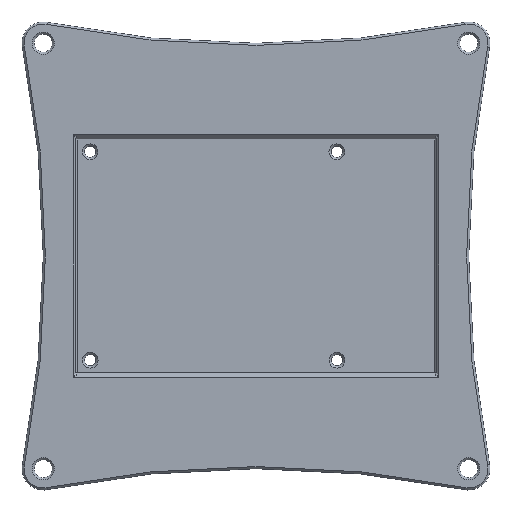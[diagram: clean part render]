
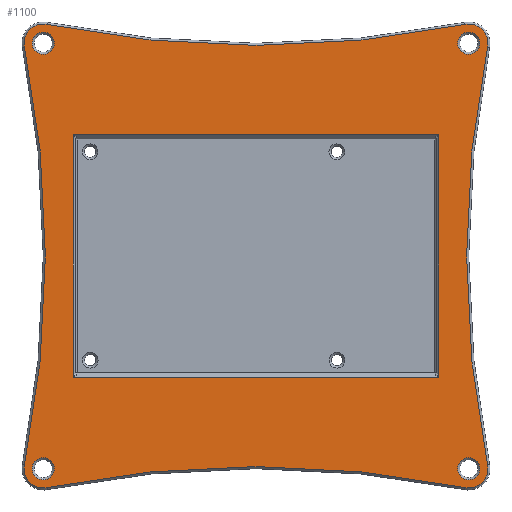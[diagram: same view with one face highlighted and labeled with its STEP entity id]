
A CAD part, top view. The second image highlights one B-rep face of the part: STEP entity #1100.
In plain terms, the highlighted planar face has unit normal (0, 0, 1).
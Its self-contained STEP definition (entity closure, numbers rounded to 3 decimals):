
#15=FACE_BOUND('',#153,.T.);
#16=FACE_BOUND('',#154,.T.);
#17=FACE_BOUND('',#155,.T.);
#18=FACE_BOUND('',#156,.T.);
#19=FACE_BOUND('',#157,.T.);
#32=PLANE('',#1198);
#77=FACE_OUTER_BOUND('',#152,.T.);
#152=EDGE_LOOP('',(#754,#755,#756,#757,#758,#759,#760,#761));
#153=EDGE_LOOP('',(#762));
#154=EDGE_LOOP('',(#763,#764,#765,#766));
#155=EDGE_LOOP('',(#767));
#156=EDGE_LOOP('',(#768));
#157=EDGE_LOOP('',(#769));
#244=LINE('',#1740,#340);
#245=LINE('',#1742,#341);
#246=LINE('',#1744,#342);
#247=LINE('',#1745,#343);
#340=VECTOR('',#1366,10.);
#341=VECTOR('',#1367,10.);
#342=VECTOR('',#1368,10.);
#343=VECTOR('',#1369,10.);
#434=CIRCLE('',#1194,2.6);
#437=CIRCLE('',#1199,248.);
#438=CIRCLE('',#1200,4.5);
#439=CIRCLE('',#1201,248.);
#440=CIRCLE('',#1202,4.5);
#441=CIRCLE('',#1203,248.);
#442=CIRCLE('',#1204,4.5);
#443=CIRCLE('',#1205,248.);
#444=CIRCLE('',#1206,4.5);
#445=CIRCLE('',#1207,2.6);
#446=CIRCLE('',#1208,2.6);
#447=CIRCLE('',#1209,2.6);
#498=VERTEX_POINT('',#1710);
#501=VERTEX_POINT('',#1720);
#502=VERTEX_POINT('',#1721);
#503=VERTEX_POINT('',#1723);
#504=VERTEX_POINT('',#1725);
#505=VERTEX_POINT('',#1727);
#506=VERTEX_POINT('',#1729);
#507=VERTEX_POINT('',#1731);
#508=VERTEX_POINT('',#1733);
#509=VERTEX_POINT('',#1736);
#510=VERTEX_POINT('',#1738);
#511=VERTEX_POINT('',#1739);
#512=VERTEX_POINT('',#1741);
#513=VERTEX_POINT('',#1743);
#514=VERTEX_POINT('',#1746);
#515=VERTEX_POINT('',#1748);
#586=EDGE_CURVE('',#498,#498,#434,.T.);
#591=EDGE_CURVE('',#501,#502,#437,.T.);
#592=EDGE_CURVE('',#503,#501,#438,.T.);
#593=EDGE_CURVE('',#504,#503,#439,.T.);
#594=EDGE_CURVE('',#505,#504,#440,.T.);
#595=EDGE_CURVE('',#506,#505,#441,.T.);
#596=EDGE_CURVE('',#507,#506,#442,.T.);
#597=EDGE_CURVE('',#508,#507,#443,.T.);
#598=EDGE_CURVE('',#502,#508,#444,.T.);
#599=EDGE_CURVE('',#509,#509,#445,.T.);
#600=EDGE_CURVE('',#510,#511,#244,.T.);
#601=EDGE_CURVE('',#512,#510,#245,.T.);
#602=EDGE_CURVE('',#513,#512,#246,.T.);
#603=EDGE_CURVE('',#511,#513,#247,.T.);
#604=EDGE_CURVE('',#514,#514,#446,.T.);
#605=EDGE_CURVE('',#515,#515,#447,.T.);
#754=ORIENTED_EDGE('',*,*,#591,.F.);
#755=ORIENTED_EDGE('',*,*,#592,.F.);
#756=ORIENTED_EDGE('',*,*,#593,.F.);
#757=ORIENTED_EDGE('',*,*,#594,.F.);
#758=ORIENTED_EDGE('',*,*,#595,.F.);
#759=ORIENTED_EDGE('',*,*,#596,.F.);
#760=ORIENTED_EDGE('',*,*,#597,.F.);
#761=ORIENTED_EDGE('',*,*,#598,.F.);
#762=ORIENTED_EDGE('',*,*,#599,.F.);
#763=ORIENTED_EDGE('',*,*,#600,.F.);
#764=ORIENTED_EDGE('',*,*,#601,.F.);
#765=ORIENTED_EDGE('',*,*,#602,.F.);
#766=ORIENTED_EDGE('',*,*,#603,.F.);
#767=ORIENTED_EDGE('',*,*,#604,.F.);
#768=ORIENTED_EDGE('',*,*,#605,.F.);
#769=ORIENTED_EDGE('',*,*,#586,.F.);
#1100=ADVANCED_FACE('',(#77,#15,#16,#17,#18,#19),#32,.T.);
#1194=AXIS2_PLACEMENT_3D('',#1711,#1336,#1337);
#1198=AXIS2_PLACEMENT_3D('',#1719,#1346,#1347);
#1199=AXIS2_PLACEMENT_3D('',#1722,#1348,#1349);
#1200=AXIS2_PLACEMENT_3D('',#1724,#1350,#1351);
#1201=AXIS2_PLACEMENT_3D('',#1726,#1352,#1353);
#1202=AXIS2_PLACEMENT_3D('',#1728,#1354,#1355);
#1203=AXIS2_PLACEMENT_3D('',#1730,#1356,#1357);
#1204=AXIS2_PLACEMENT_3D('',#1732,#1358,#1359);
#1205=AXIS2_PLACEMENT_3D('',#1734,#1360,#1361);
#1206=AXIS2_PLACEMENT_3D('',#1735,#1362,#1363);
#1207=AXIS2_PLACEMENT_3D('',#1737,#1364,#1365);
#1208=AXIS2_PLACEMENT_3D('',#1747,#1370,#1371);
#1209=AXIS2_PLACEMENT_3D('',#1749,#1372,#1373);
#1336=DIRECTION('center_axis',(0.,0.,1.));
#1337=DIRECTION('ref_axis',(-1.,0.,0.));
#1346=DIRECTION('center_axis',(0.,0.,1.));
#1347=DIRECTION('ref_axis',(1.,0.,0.));
#1348=DIRECTION('center_axis',(0.,0.,1.));
#1349=DIRECTION('ref_axis',(0.,-1.,0.));
#1350=DIRECTION('center_axis',(0.,0.,-1.));
#1351=DIRECTION('ref_axis',(-1.,0.,0.));
#1352=DIRECTION('center_axis',(0.,0.,1.));
#1353=DIRECTION('ref_axis',(1.,0.,0.));
#1354=DIRECTION('center_axis',(0.,0.,-1.));
#1355=DIRECTION('ref_axis',(-1.,0.,0.));
#1356=DIRECTION('center_axis',(0.,0.,1.));
#1357=DIRECTION('ref_axis',(0.,1.,0.));
#1358=DIRECTION('center_axis',(0.,0.,-1.));
#1359=DIRECTION('ref_axis',(1.,0.,0.));
#1360=DIRECTION('center_axis',(0.,0.,1.));
#1361=DIRECTION('ref_axis',(-1.,0.,0.));
#1362=DIRECTION('center_axis',(0.,0.,-1.));
#1363=DIRECTION('ref_axis',(1.,0.,0.));
#1364=DIRECTION('center_axis',(0.,0.,1.));
#1365=DIRECTION('ref_axis',(-1.,0.,0.));
#1366=DIRECTION('',(0.,-1.,0.));
#1367=DIRECTION('',(-1.,0.,0.));
#1368=DIRECTION('',(0.,1.,0.));
#1369=DIRECTION('',(1.,0.,0.));
#1370=DIRECTION('center_axis',(0.,0.,1.));
#1371=DIRECTION('ref_axis',(-1.,0.,0.));
#1372=DIRECTION('center_axis',(0.,0.,1.));
#1373=DIRECTION('ref_axis',(-1.,0.,0.));
#1710=CARTESIAN_POINT('',(-47.4,-50.,2.5));
#1711=CARTESIAN_POINT('Origin',(-50.,-50.,2.5));
#1719=CARTESIAN_POINT('Origin',(0.,0.,2.5));
#1720=CARTESIAN_POINT('',(-49.109,54.411,2.5));
#1721=CARTESIAN_POINT('',(49.109,54.411,2.5));
#1722=CARTESIAN_POINT('Origin',(0.,297.5,2.5));
#1723=CARTESIAN_POINT('',(-54.411,49.109,2.5));
#1724=CARTESIAN_POINT('Origin',(-50.,50.,2.5));
#1725=CARTESIAN_POINT('',(-54.411,-49.109,2.5));
#1726=CARTESIAN_POINT('Origin',(-297.5,0.,
2.5));
#1727=CARTESIAN_POINT('',(-49.109,-54.411,2.5));
#1728=CARTESIAN_POINT('Origin',(-50.,-50.,2.5));
#1729=CARTESIAN_POINT('',(49.109,-54.411,2.5));
#1730=CARTESIAN_POINT('Origin',(0.,-297.5,2.5));
#1731=CARTESIAN_POINT('',(54.411,-49.109,2.5));
#1732=CARTESIAN_POINT('Origin',(50.,-50.,2.5));
#1733=CARTESIAN_POINT('',(54.411,49.109,2.5));
#1734=CARTESIAN_POINT('Origin',(297.5,0.,2.5));
#1735=CARTESIAN_POINT('Origin',(50.,50.,2.5));
#1736=CARTESIAN_POINT('',(52.6,-50.,2.5));
#1737=CARTESIAN_POINT('Origin',(50.,-50.,2.5));
#1738=CARTESIAN_POINT('',(-43.,28.5,2.5));
#1739=CARTESIAN_POINT('',(-43.,-28.5,2.5));
#1740=CARTESIAN_POINT('',(-43.,-14.,2.5));
#1741=CARTESIAN_POINT('',(43.,28.5,2.5));
#1742=CARTESIAN_POINT('',(-21.25,28.5,2.5));
#1743=CARTESIAN_POINT('',(43.,-28.5,2.5));
#1744=CARTESIAN_POINT('',(43.,14.,2.5));
#1745=CARTESIAN_POINT('',(21.25,-28.5,2.5));
#1746=CARTESIAN_POINT('',(-47.4,50.,2.5));
#1747=CARTESIAN_POINT('Origin',(-50.,50.,2.5));
#1748=CARTESIAN_POINT('',(52.6,50.,2.5));
#1749=CARTESIAN_POINT('Origin',(50.,50.,2.5));
